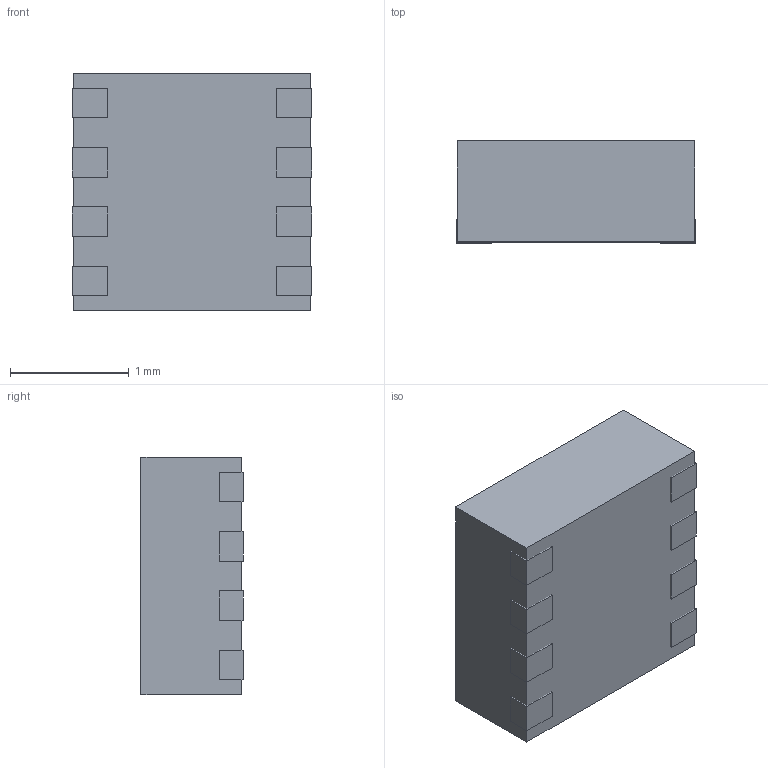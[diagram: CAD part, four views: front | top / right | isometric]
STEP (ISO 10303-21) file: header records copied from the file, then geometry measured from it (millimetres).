
FILE_DESCRIPTION (( 'STEP AP214' ), '1' );
FILE_NAME ('DFN-8.STEP', '2022-08-29T18:04:12', ( '' ), ( '' ), 'SwSTEP 2.0', 'SolidWorks 2022', '' );
FILE_SCHEMA (( 'AUTOMOTIVE_DESIGN' ));
Length unit declared in the file: millimetre
Products named in the file (1): DFN-8
Bounding box: 2.02 x 0.86 x 2 mm (x, y, z)
Volume: 3.5 mm3; surface area: 17.8 mm2
Topology: 9 solids, 9 shells, 57 faces, 114 edges, 76 vertices
Faces by surface type: plane 55, cylinder 2
Entity records: 2185 total; most frequent: CARTESIAN_POINT 248, DIRECTION 234, ORIENTED_EDGE 228, EDGE_CURVE 114, VECTOR 110, LINE 110, VERTEX_POINT 76, UNCERTAINTY_MEASURE_WITH_UNIT 68
